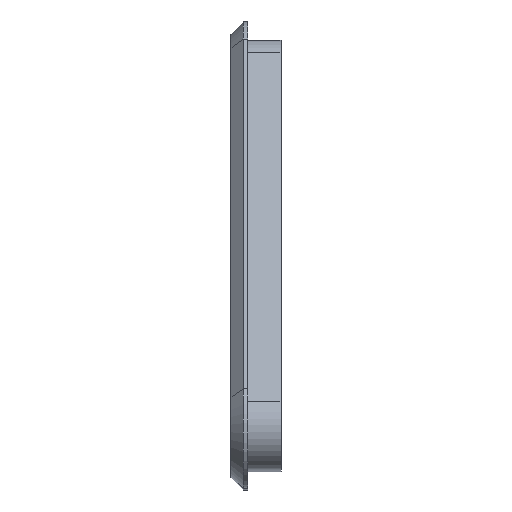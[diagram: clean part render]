
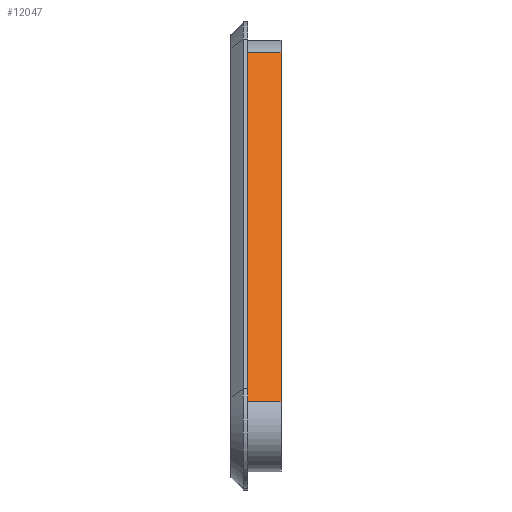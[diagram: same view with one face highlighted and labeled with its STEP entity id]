
A CAD part, top view. The second image highlights one B-rep face of the part: STEP entity #12047.
In plain terms, the highlighted planar face has unit normal (0, 0.707, 0.707).
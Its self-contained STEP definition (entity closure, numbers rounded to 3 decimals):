
#2768=ORIENTED_EDGE('',*,*,#4907,.T.);
#2769=ORIENTED_EDGE('',*,*,#4924,.T.);
#2770=ORIENTED_EDGE('',*,*,#4925,.F.);
#2771=ORIENTED_EDGE('',*,*,#4926,.F.);
#4907=EDGE_CURVE('',#5999,#5998,#7588,.T.);
#4924=EDGE_CURVE('',#5998,#6006,#7601,.T.);
#4925=EDGE_CURVE('',#6007,#6006,#7602,.T.);
#4926=EDGE_CURVE('',#5999,#6007,#7603,.T.);
#5998=VERTEX_POINT('',#18594);
#5999=VERTEX_POINT('',#18596);
#6006=VERTEX_POINT('',#18629);
#6007=VERTEX_POINT('',#18633);
#7588=LINE('',#18595,#9184);
#7601=LINE('',#18630,#9197);
#7602=LINE('',#18632,#9198);
#7603=LINE('',#18634,#9199);
#9184=VECTOR('',#15334,1000.);
#9197=VECTOR('',#15375,1000.);
#9198=VECTOR('',#15378,1000.);
#9199=VECTOR('',#15379,1000.);
#9914=EDGE_LOOP('',(#2768,#2769,#2770,#2771));
#10800=FACE_BOUND('',#9914,.T.);
#11501=PLANE('',#12634);
#12047=ADVANCED_FACE('',(#10800),#11501,.T.);
#12634=AXIS2_PLACEMENT_3D('',#18631,#15376,#15377);
#15334=DIRECTION('',(0.,-0.707,0.707));
#15375=DIRECTION('',(1.,0.,0.));
#15376=DIRECTION('',(0.,0.707,0.707));
#15377=DIRECTION('',(0.,-0.707,0.707));
#15378=DIRECTION('',(0.,-0.707,0.707));
#15379=DIRECTION('',(1.,0.,0.));
#18594=CARTESIAN_POINT('',(-34.,181.394,-487.866));
#18595=CARTESIAN_POINT('',(-34.,202.394,-508.866));
#18596=CARTESIAN_POINT('',(-34.,223.394,-529.866));
#18629=CARTESIAN_POINT('',(-30.,181.394,-487.866));
#18630=CARTESIAN_POINT('',(-32.,181.394,-487.866));
#18631=CARTESIAN_POINT('',(-34.001,223.395,-529.867));
#18632=CARTESIAN_POINT('',(-30.,202.394,-508.866));
#18633=CARTESIAN_POINT('',(-30.,223.394,-529.866));
#18634=CARTESIAN_POINT('',(-32.,223.394,-529.866));
